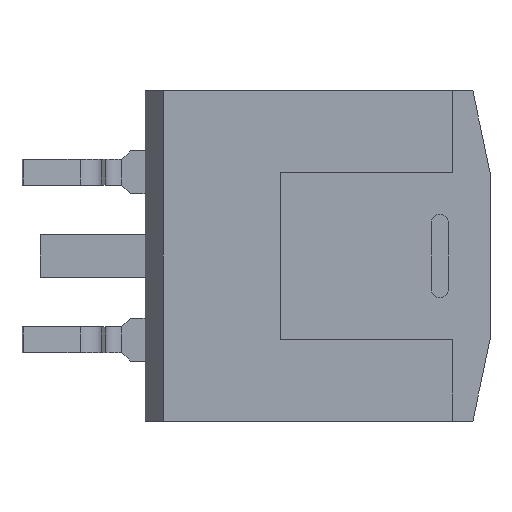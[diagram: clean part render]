
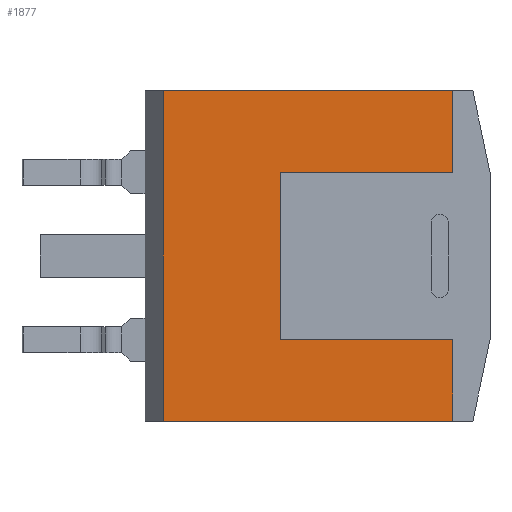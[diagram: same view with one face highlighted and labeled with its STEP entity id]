
A CAD part, front view. The second image highlights one B-rep face of the part: STEP entity #1877.
In plain terms, the highlighted planar face has unit normal (0, -1, 0).
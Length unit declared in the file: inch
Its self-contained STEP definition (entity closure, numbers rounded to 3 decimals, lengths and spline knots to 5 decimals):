
#54 = VECTOR ( 'NONE', #2318, 39.37008 ) ;
#96 = CARTESIAN_POINT ( 'NONE',  ( 0.0295, 0., 0.1 ) ) ;
#166 = LINE ( 'NONE', #1174, #283 ) ;
#175 = EDGE_CURVE ( 'NONE', #1739, #1952, #1665, .T. ) ;
#176 = ORIENTED_EDGE ( 'NONE', *, *, #2173, .F. ) ;
#190 = VERTEX_POINT ( 'NONE', #304 ) ;
#223 = LINE ( 'NONE', #1728, #1972 ) ;
#265 = ORIENTED_EDGE ( 'NONE', *, *, #468, .F. ) ;
#283 = VECTOR ( 'NONE', #2223, 39.37008 ) ;
#304 = CARTESIAN_POINT ( 'NONE',  ( 0.23503, 0., -0.19725 ) ) ;
#319 = DIRECTION ( 'NONE',  ( 0., 0., 1. ) ) ;
#367 = CARTESIAN_POINT ( 'NONE',  ( 0.0295, 0., 0.1 ) ) ;
#401 = CARTESIAN_POINT ( 'NONE',  ( 0., 0., 0. ) ) ;
#420 = DIRECTION ( 'NONE',  ( 0., 1., 0. ) ) ;
#468 = EDGE_CURVE ( 'NONE', #1739, #2022, #1513, .T. ) ;
#488 = EDGE_CURVE ( 'NONE', #1845, #1348, #1166, .T. ) ;
#565 = CARTESIAN_POINT ( 'NONE',  ( 0.23503, 0., -0.19725 ) ) ;
#618 = AXIS2_PLACEMENT_3D ( 'NONE', #401, #420, #1620 ) ;
#666 = CARTESIAN_POINT ( 'NONE',  ( 0.0295, 0., -0.1 ) ) ;
#733 = ORIENTED_EDGE ( 'NONE', *, *, #488, .F. ) ;
#759 = EDGE_CURVE ( 'NONE', #190, #2016, #852, .T. ) ;
#852 = LINE ( 'NONE', #565, #2247 ) ;
#914 = CARTESIAN_POINT ( 'NONE',  ( 0.23503, 0., -0.19725 ) ) ;
#934 = ORIENTED_EDGE ( 'NONE', *, *, #2239, .F. ) ;
#977 = CARTESIAN_POINT ( 'NONE',  ( -0.1325, 0., 0.19725 ) ) ;
#1133 = VECTOR ( 'NONE', #1178, 39.37008 ) ;
#1166 = LINE ( 'NONE', #2480, #2080 ) ;
#1174 = CARTESIAN_POINT ( 'NONE',  ( 0.23503, 0., -0.1 ) ) ;
#1178 = DIRECTION ( 'NONE',  ( 0., 0., -1. ) ) ;
#1220 = PLANE ( 'NONE',  #618 ) ;
#1298 = LINE ( 'NONE', #367, #1133 ) ;
#1329 = VECTOR ( 'NONE', #319, 39.37008 ) ;
#1348 = VERTEX_POINT ( 'NONE', #1550 ) ;
#1394 = DIRECTION ( 'NONE',  ( 0., 0., 1. ) ) ;
#1451 = ORIENTED_EDGE ( 'NONE', *, *, #175, .T. ) ;
#1513 = LINE ( 'NONE', #1911, #54 ) ;
#1550 = CARTESIAN_POINT ( 'NONE',  ( -0.11082, 0., 0.19725 ) ) ;
#1616 = ORIENTED_EDGE ( 'NONE', *, *, #759, .T. ) ;
#1620 = DIRECTION ( 'NONE',  ( 0., 0., 1. ) ) ;
#1664 = ORIENTED_EDGE ( 'NONE', *, *, #2047, .F. ) ;
#1665 = LINE ( 'NONE', #914, #1329 ) ;
#1666 = CARTESIAN_POINT ( 'NONE',  ( 0.23503, 0., 0.1 ) ) ;
#1722 = VERTEX_POINT ( 'NONE', #666 ) ;
#1728 = CARTESIAN_POINT ( 'NONE',  ( -0.1325, 0., -0.19725 ) ) ;
#1739 = VERTEX_POINT ( 'NONE', #1666 ) ;
#1741 = LINE ( 'NONE', #977, #1969 ) ;
#1845 = VERTEX_POINT ( 'NONE', #2450 ) ;
#1850 = DIRECTION ( 'NONE',  ( 0., 0., 1. ) ) ;
#1877 = ADVANCED_FACE ( 'NONE', ( #2351 ), #1220, .F. ) ;
#1886 = CARTESIAN_POINT ( 'NONE',  ( 0.23503, 0., 0.19725 ) ) ;
#1911 = CARTESIAN_POINT ( 'NONE',  ( 0.23503, 0., 0.1 ) ) ;
#1929 = CARTESIAN_POINT ( 'NONE',  ( 0.23503, 0., -0.1 ) ) ;
#1946 = ORIENTED_EDGE ( 'NONE', *, *, #2253, .F. ) ;
#1952 = VERTEX_POINT ( 'NONE', #1886 ) ;
#1969 = VECTOR ( 'NONE', #2186, 39.37008 ) ;
#1972 = VECTOR ( 'NONE', #2523, 39.37008 ) ;
#2016 = VERTEX_POINT ( 'NONE', #1929 ) ;
#2022 = VERTEX_POINT ( 'NONE', #96 ) ;
#2047 = EDGE_CURVE ( 'NONE', #190, #1845, #223, .T. ) ;
#2080 = VECTOR ( 'NONE', #1850, 39.37008 ) ;
#2173 = EDGE_CURVE ( 'NONE', #1722, #2016, #166, .T. ) ;
#2186 = DIRECTION ( 'NONE',  ( 1., 0., 0. ) ) ;
#2207 = EDGE_LOOP ( 'NONE', ( #1616, #176, #1946, #265, #1451, #934, #733, #1664 ) ) ;
#2223 = DIRECTION ( 'NONE',  ( 1., 0., 0. ) ) ;
#2239 = EDGE_CURVE ( 'NONE', #1348, #1952, #1741, .T. ) ;
#2247 = VECTOR ( 'NONE', #1394, 39.37008 ) ;
#2253 = EDGE_CURVE ( 'NONE', #2022, #1722, #1298, .T. ) ;
#2318 = DIRECTION ( 'NONE',  ( -1., 0., 0. ) ) ;
#2351 = FACE_OUTER_BOUND ( 'NONE', #2207, .T. ) ;
#2450 = CARTESIAN_POINT ( 'NONE',  ( -0.11082, 0., -0.19725 ) ) ;
#2480 = CARTESIAN_POINT ( 'NONE',  ( -0.11082, 0., -0.19725 ) ) ;
#2523 = DIRECTION ( 'NONE',  ( -1., 0., 0. ) ) ;
